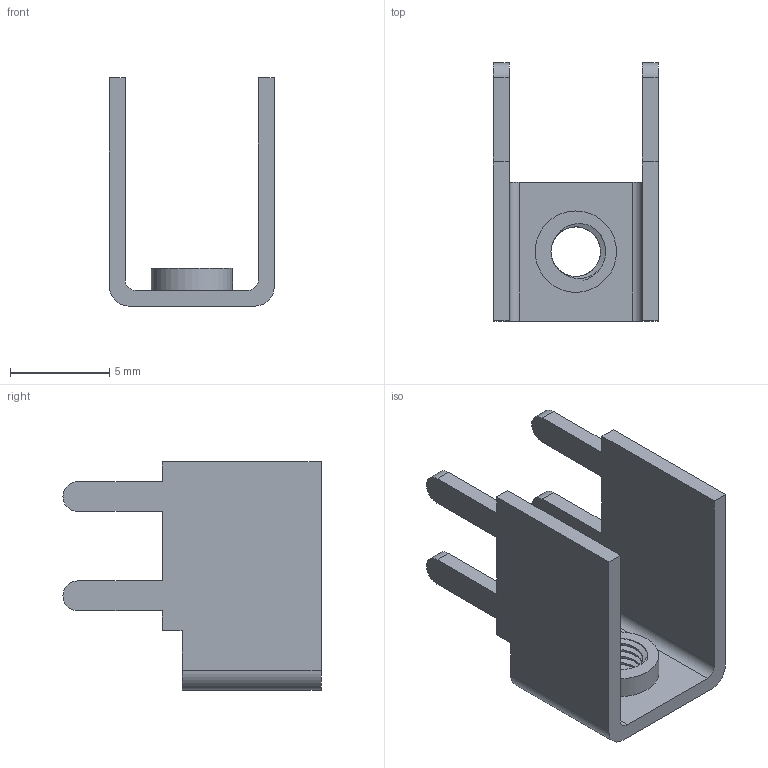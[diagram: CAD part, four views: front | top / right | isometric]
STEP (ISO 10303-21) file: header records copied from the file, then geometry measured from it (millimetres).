
FILE_DESCRIPTION((''),'2;1');
FILE_NAME('MFE04311-T3','2023-06-05T11:48:39',('Administrator'),(''),'CREO PARAMETRIC BY PTC INC, 2021023','CREO PARAMETRIC BY PTC INC, 2021023','');
FILE_SCHEMA(('AUTOMOTIVE_DESIGN { 1 0 10303 214 1 1 1 1 }'));
Length unit declared in the file: millimetre
Products named in the file (1): MFE04311-T3
Bounding box: 8.32 x 13 x 11.5 mm (x, y, z)
Volume: 204.2 mm3; surface area: 623.4 mm2
Topology: 1 solids, 1 shells, 134 faces, 376 edges, 250 vertices
Faces by surface type: plane 107, cylinder 20, bspline 7
Entity records: 6415 total; most frequent: CARTESIAN_POINT 1771, ORIENTED_EDGE 752, DIRECTION 620, PRESENTATION_STYLE_ASSIGNMENT 381, STYLED_ITEM 377, CURVE_STYLE 376, EDGE_CURVE 376, VECTOR 320
